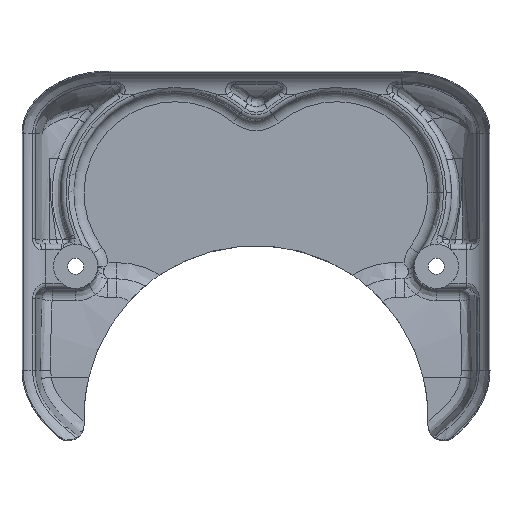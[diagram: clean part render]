
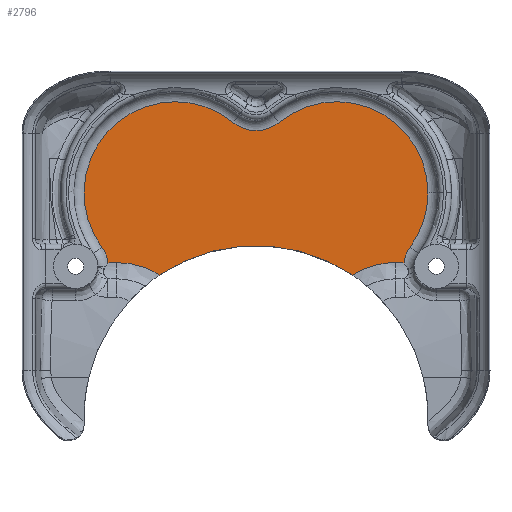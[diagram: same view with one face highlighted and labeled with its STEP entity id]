
A CAD part, top view. The second image highlights one B-rep face of the part: STEP entity #2796.
In plain terms, the highlighted planar face has unit normal (0, 0, 1).
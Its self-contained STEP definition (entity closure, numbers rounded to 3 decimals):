
#60 = EDGE_CURVE ( 'NONE', #14204, #18243, #11381, .T. ) ;
#121 = CARTESIAN_POINT ( 'NONE',  ( 18.484, -25.616, 2.5 ) ) ;
#429 = CIRCLE ( 'NONE', #11146, 7. ) ;
#757 = AXIS2_PLACEMENT_3D ( 'NONE', #15449, #19787, #26027 ) ;
#1900 = CARTESIAN_POINT ( 'NONE',  ( -26.754, -23.216, 2.5 ) ) ;
#2394 = CARTESIAN_POINT ( 'NONE',  ( 33., -9.853, 2.5 ) ) ;
#2796 = ADVANCED_FACE ( 'NONE', ( #14014 ), #21824, .T. ) ;
#2977 = ORIENTED_EDGE ( 'NONE', *, *, #24107, .T. ) ;
#3392 = ORIENTED_EDGE ( 'NONE', *, *, #4358, .T. ) ;
#3683 = VERTEX_POINT ( 'NONE', #12860 ) ;
#3865 = ORIENTED_EDGE ( 'NONE', *, *, #15301, .T. ) ;
#4358 = EDGE_CURVE ( 'NONE', #20704, #21741, #23493, .T. ) ;
#4381 = CIRCLE ( 'NONE', #757, 6.241 ) ;
#4482 = CIRCLE ( 'NONE', #8547, 17.5 ) ;
#5166 = LINE ( 'NONE', #20778, #21354 ) ;
#5173 = AXIS2_PLACEMENT_3D ( 'NONE', #5482, #9986, #7690 ) ;
#5482 = CARTESIAN_POINT ( 'NONE',  ( 0., -52.953, 2.5 ) ) ;
#5760 = EDGE_LOOP ( 'NONE', ( #2977, #7954, #17827, #3865, #14236, #8406, #18508, #10221, #24341, #3392, #17506 ) ) ;
#5771 = CARTESIAN_POINT ( 'NONE',  ( -34.6, -23.953, 2.5 ) ) ;
#6311 = VERTEX_POINT ( 'NONE', #2394 ) ;
#6410 = VERTEX_POINT ( 'NONE', #9950 ) ;
#6579 = CIRCLE ( 'NONE', #27248, 17.5 ) ;
#7585 = CIRCLE ( 'NONE', #26886, 17.5 ) ;
#7599 = DIRECTION ( 'NONE',  ( 1., 0., 0. ) ) ;
#7618 = DIRECTION ( 'NONE',  ( 1., 0., 0. ) ) ;
#7690 = DIRECTION ( 'NONE',  ( 1., 0., 0. ) ) ;
#7954 = ORIENTED_EDGE ( 'NONE', *, *, #60, .T. ) ;
#7967 = DIRECTION ( 'NONE',  ( 0., 0., -1. ) ) ;
#7992 = CARTESIAN_POINT ( 'NONE',  ( -19.743, -24.875, 2.5 ) ) ;
#8146 = CARTESIAN_POINT ( 'NONE',  ( 4.429, 3.7, 2.5 ) ) ;
#8406 = ORIENTED_EDGE ( 'NONE', *, *, #23092, .T. ) ;
#8419 = VECTOR ( 'NONE', #7599, 1000. ) ;
#8433 = CIRCLE ( 'NONE', #13338, 6.241 ) ;
#8496 = CARTESIAN_POINT ( 'NONE',  ( 21.762, -24.022, 2.5 ) ) ;
#8547 = AXIS2_PLACEMENT_3D ( 'NONE', #19669, #19392, #26267 ) ;
#8634 = DIRECTION ( 'NONE',  ( 0., 0., 1. ) ) ;
#9164 = CARTESIAN_POINT ( 'NONE',  ( 0., 0., 2.5 ) ) ;
#9301 = CARTESIAN_POINT ( 'NONE',  ( 29.579, -20.247, 2.5 ) ) ;
#9835 = CARTESIAN_POINT ( 'NONE',  ( 28.403, -23.216, 2.5 ) ) ;
#9950 = CARTESIAN_POINT ( 'NONE',  ( -4.429, 3.7, 2.5 ) ) ;
#9986 = DIRECTION ( 'NONE',  ( 0., 0., -1. ) ) ;
#10120 = VERTEX_POINT ( 'NONE', #121 ) ;
#10221 = ORIENTED_EDGE ( 'NONE', *, *, #11049, .T. ) ;
#10480 = CARTESIAN_POINT ( 'NONE',  ( -21.762, -24.022, 2.5 ) ) ;
#10513 = EDGE_CURVE ( 'NONE', #3683, #20704, #5166, .T. ) ;
#10650 = DIRECTION ( 'NONE',  ( 1., 0., 0. ) ) ;
#10958 = VERTEX_POINT ( 'NONE', #8146 ) ;
#11049 = EDGE_CURVE ( 'NONE', #11204, #3683, #8433, .T. ) ;
#11146 = AXIS2_PLACEMENT_3D ( 'NONE', #23345, #16831, #10650 ) ;
#11204 = VERTEX_POINT ( 'NONE', #25292 ) ;
#11275 = DIRECTION ( 'NONE',  ( 1., 0., 0. ) ) ;
#11381 = LINE ( 'NONE', #11822, #8419 ) ;
#11711 = EDGE_CURVE ( 'NONE', #6311, #10958, #4482, .T. ) ;
#11717 = B_SPLINE_CURVE_WITH_KNOTS ( 'NONE', 3,
 ( #25447, #17086, #23500, #21346, #8496, #23406, #12726, #16989 ),
 .UNSPECIFIED., .F., .F.,
 ( 4, 2, 2, 4 ),
 ( 0., 0.002, 0.004, 0.009 ),
 .UNSPECIFIED. ) ;
#11807 = CARTESIAN_POINT ( 'NONE',  ( 26.754, -23.216, 2.5 ) ) ;
#11822 = CARTESIAN_POINT ( 'NONE',  ( 28.484, -23.216, 2.5 ) ) ;
#12013 = DIRECTION ( 'NONE',  ( 1., 0., 0. ) ) ;
#12305 = CARTESIAN_POINT ( 'NONE',  ( -21.071, -24.276, 2.5 ) ) ;
#12397 = CARTESIAN_POINT ( 'NONE',  ( -25.288, -23.216, 2.5 ) ) ;
#12581 = CARTESIAN_POINT ( 'NONE',  ( 15.5, -9.853, 2.5 ) ) ;
#12726 = CARTESIAN_POINT ( 'NONE',  ( 25.288, -23.216, 2.5 ) ) ;
#12860 = CARTESIAN_POINT ( 'NONE',  ( -28.403, -23.216, 2.5 ) ) ;
#13338 = AXIS2_PLACEMENT_3D ( 'NONE', #5771, #7967, #12013 ) ;
#13670 = EDGE_CURVE ( 'NONE', #6410, #11204, #7585, .T. ) ;
#14014 = FACE_OUTER_BOUND ( 'NONE', #5760, .T. ) ;
#14204 = VERTEX_POINT ( 'NONE', #11807 ) ;
#14231 = CARTESIAN_POINT ( 'NONE',  ( -18.484, -25.616, 2.5 ) ) ;
#14236 = ORIENTED_EDGE ( 'NONE', *, *, #11711, .T. ) ;
#14738 = CARTESIAN_POINT ( 'NONE',  ( -18.484, -25.616, 2.5 ) ) ;
#15085 = CARTESIAN_POINT ( 'NONE',  ( -26.754, -23.216, 2.5 ) ) ;
#15301 = EDGE_CURVE ( 'NONE', #19664, #6311, #6579, .T. ) ;
#15449 = CARTESIAN_POINT ( 'NONE',  ( 34.6, -23.953, 2.5 ) ) ;
#16658 = CARTESIAN_POINT ( 'NONE',  ( -23.857, -23.419, 2.5 ) ) ;
#16831 = DIRECTION ( 'NONE',  ( 0., 0., -1. ) ) ;
#16989 = CARTESIAN_POINT ( 'NONE',  ( 26.754, -23.216, 2.5 ) ) ;
#17086 = CARTESIAN_POINT ( 'NONE',  ( 19.102, -25.221, 2.5 ) ) ;
#17506 = ORIENTED_EDGE ( 'NONE', *, *, #21661, .T. ) ;
#17827 = ORIENTED_EDGE ( 'NONE', *, *, #24721, .T. ) ;
#18243 = VERTEX_POINT ( 'NONE', #9835 ) ;
#18508 = ORIENTED_EDGE ( 'NONE', *, *, #13670, .T. ) ;
#19392 = DIRECTION ( 'NONE',  ( 0., 0., 1. ) ) ;
#19664 = VERTEX_POINT ( 'NONE', #9301 ) ;
#19669 = CARTESIAN_POINT ( 'NONE',  ( 15.5, -9.853, 2.5 ) ) ;
#19787 = DIRECTION ( 'NONE',  ( 0., 0., -1. ) ) ;
#20704 = VERTEX_POINT ( 'NONE', #15085 ) ;
#20778 = CARTESIAN_POINT ( 'NONE',  ( -26.754, -23.216, 2.5 ) ) ;
#21346 = CARTESIAN_POINT ( 'NONE',  ( 21.071, -24.276, 2.5 ) ) ;
#21354 = VECTOR ( 'NONE', #24802, 1000. ) ;
#21661 = EDGE_CURVE ( 'NONE', #21741, #10120, #23235, .T. ) ;
#21741 = VERTEX_POINT ( 'NONE', #14231 ) ;
#21824 = PLANE ( 'NONE',  #25301 ) ;
#22516 = CARTESIAN_POINT ( 'NONE',  ( -15.5, -9.853, 2.5 ) ) ;
#23065 = DIRECTION ( 'NONE',  ( 1., 0., 0. ) ) ;
#23092 = EDGE_CURVE ( 'NONE', #10958, #6410, #429, .T. ) ;
#23235 = CIRCLE ( 'NONE', #5173, 33. ) ;
#23345 = CARTESIAN_POINT ( 'NONE',  ( 0., 9.121, 2.5 ) ) ;
#23406 = CARTESIAN_POINT ( 'NONE',  ( 23.857, -23.419, 2.5 ) ) ;
#23493 = B_SPLINE_CURVE_WITH_KNOTS ( 'NONE', 3,
 ( #1900, #12397, #16658, #10480, #12305, #7992, #25322, #14738 ),
 .UNSPECIFIED., .F., .F.,
 ( 4, 2, 2, 4 ),
 ( 0., 0.004, 0.007, 0.009 ),
 .UNSPECIFIED. ) ;
#23500 = CARTESIAN_POINT ( 'NONE',  ( 19.743, -24.875, 2.5 ) ) ;
#23978 = DIRECTION ( 'NONE',  ( 0., 0., 1. ) ) ;
#24107 = EDGE_CURVE ( 'NONE', #10120, #14204, #11717, .T. ) ;
#24341 = ORIENTED_EDGE ( 'NONE', *, *, #10513, .T. ) ;
#24721 = EDGE_CURVE ( 'NONE', #18243, #19664, #4381, .T. ) ;
#24802 = DIRECTION ( 'NONE',  ( 1., 0., 0. ) ) ;
#25292 = CARTESIAN_POINT ( 'NONE',  ( -29.579, -20.247, 2.5 ) ) ;
#25301 = AXIS2_PLACEMENT_3D ( 'NONE', #9164, #23978, #11275 ) ;
#25322 = CARTESIAN_POINT ( 'NONE',  ( -19.102, -25.221, 2.5 ) ) ;
#25447 = CARTESIAN_POINT ( 'NONE',  ( 18.484, -25.616, 2.5 ) ) ;
#26027 = DIRECTION ( 'NONE',  ( 1., 0., 0. ) ) ;
#26267 = DIRECTION ( 'NONE',  ( 1., 0., 0. ) ) ;
#26865 = DIRECTION ( 'NONE',  ( 0., 0., 1. ) ) ;
#26886 = AXIS2_PLACEMENT_3D ( 'NONE', #22516, #26865, #7618 ) ;
#27248 = AXIS2_PLACEMENT_3D ( 'NONE', #12581, #8634, #23065 ) ;
